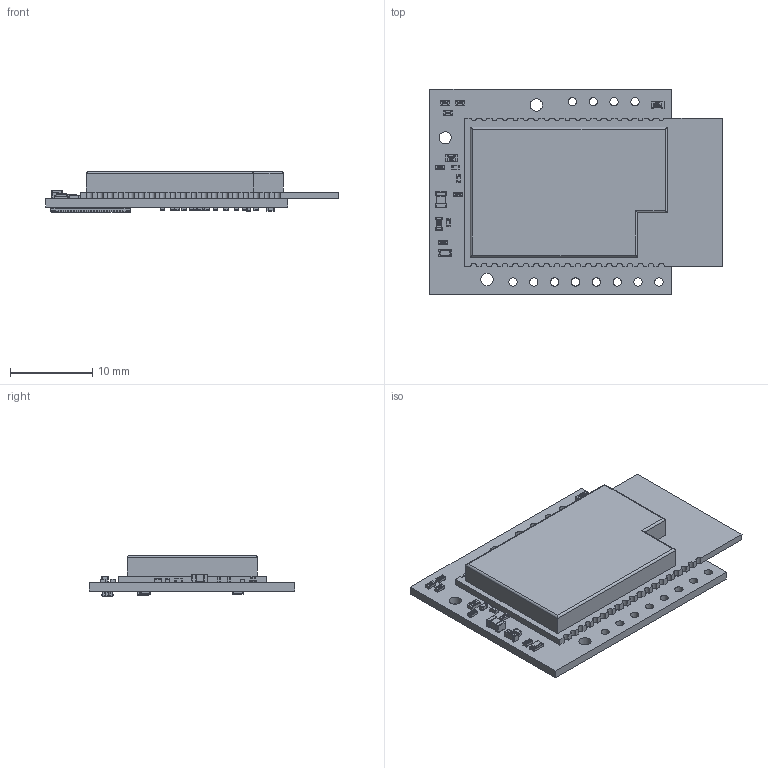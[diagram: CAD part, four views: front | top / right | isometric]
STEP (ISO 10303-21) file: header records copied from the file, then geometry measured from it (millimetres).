
FILE_DESCRIPTION(('Open CASCADE Model'),'2;1');
FILE_NAME('Open CASCADE Shape Model','2020-06-01T18:16:58',('Author'),( 'Open CASCADE'),'Open CASCADE STEP processor 6.8','Open CASCADE 6.8' ,'Unknown');
FILE_SCHEMA(('AUTOMOTIVE_DESIGN { 1 0 10303 214 1 1 1 1 }'));
Length unit declared in the file: millimetre
Products named in the file (44): PCB; Board; Open CASCADE STEP translator 6.8 7.1.1; C6; C0402; C29; C28; C26; C31; D5; LED0603; R5; RES_1005-0402; R21; R14; R29; R26; R25; R22; R15; R16; R17; R18; R19; R20; R23; R24; R28; R30; R31; R32; R33; R34; J13; axe640124; C30; 0603_1608; C27; R27; RES1608 ...
Assembly tree (68 placements, depth 3):
  PCB
    Board
      Open CASCADE STEP translator 6.8 7.1.1
    C6
      C0402
    C29
      C0402
    C28
      C0402
    C26
      C0402
    C31
      C0402
    D5
      LED0603
    R5
      RES_1005-0402
    R21
      RES_1005-0402
    R14
      RES_1005-0402
    R29
      RES_1005-0402
    R26
      RES_1005-0402
    R25
      RES_1005-0402
    R22
      RES_1005-0402
    R15
      RES_1005-0402
    R16
      RES_1005-0402
    R17
      RES_1005-0402
    R18
      RES_1005-0402
    R19
      RES_1005-0402
    R20
      RES_1005-0402
    R23
      RES_1005-0402
    R24
      RES_1005-0402
    R28
      RES_1005-0402
    R30
      RES_1005-0402
    R31
      RES_1005-0402
    R32
      RES_1005-0402
    R33
      RES_1005-0402
    R34
      RES_1005-0402
    J13
      axe640124
    C30
Bounding box: 35.68 x 25 x 4.97 mm (x, y, z)
Volume: 2098.9 mm3; surface area: 3215.1 mm2
Topology: 99 solids, 99 shells, 3914 faces, 9941 edges, 6282 vertices
Faces by surface type: plane 2332, bspline 1036, cylinder 428, sphere 110, cone 4, torus 4
Full cylindrical faces by diameter (mm): 1.016 x12, 1.5 x3
Entity records: 57909 total; most frequent: CARTESIAN_POINT 14831, ORIENTED_EDGE 8258, DIRECTION 6744, EDGE_CURVE 4129, LINE 2794, VECTOR 2794, VERTEX_POINT 2616, AXIS2_PLACEMENT_3D 1975
